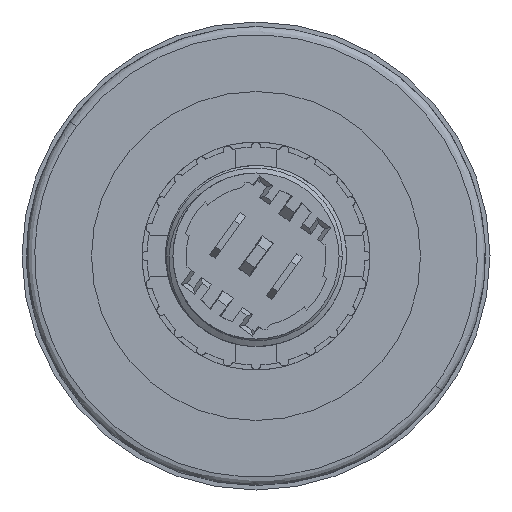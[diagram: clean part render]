
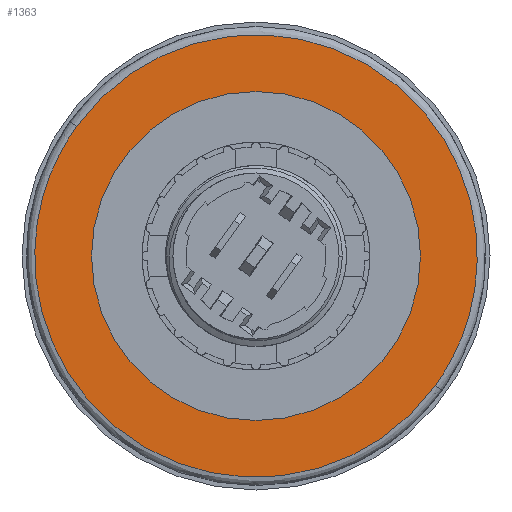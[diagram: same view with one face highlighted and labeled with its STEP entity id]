
A CAD part, front view. The second image highlights one B-rep face of the part: STEP entity #1363.
In plain terms, the highlighted planar face has unit normal (0, -1, 0).
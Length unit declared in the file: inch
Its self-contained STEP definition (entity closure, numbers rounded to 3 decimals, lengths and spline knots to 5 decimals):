
#475 = CARTESIAN_POINT ( 'NONE',  ( 0.85852, -0.71654, -0.62012 ) ) ;
#1363 = ADVANCED_FACE ( 'NONE', ( #17266, #28200 ), #37267, .T. ) ;
#2376 = AXIS2_PLACEMENT_3D ( 'NONE', #4890, #37481, #9572 ) ;
#2700 = DIRECTION ( 'NONE',  ( 0., 0., -1. ) ) ;
#3837 = DIRECTION ( 'NONE',  ( 0., 1., 0. ) ) ;
#4890 = CARTESIAN_POINT ( 'NONE',  ( -0.43685, -0.71654, -0.60479 ) ) ;
#8493 = EDGE_CURVE ( 'NONE', #32308, #52487, #14999, .T. ) ;
#9572 = DIRECTION ( 'NONE',  ( 0., 0., -1. ) ) ;
#9860 = CARTESIAN_POINT ( 'NONE',  ( -0.85852, -0.71654, 0.62012 ) ) ;
#11103 =( BOUNDED_CURVE ( )  B_SPLINE_CURVE ( 3, ( #475, #28484, #37770, #9860 ),
 .UNSPECIFIED., .F., .F. ) 
 B_SPLINE_CURVE_WITH_KNOTS ( ( 4, 4 ),
 ( 0.75, 1.25 ),
 .UNSPECIFIED. ) 
 CURVE ( )  GEOMETRIC_REPRESENTATION_ITEM ( )  RATIONAL_B_SPLINE_CURVE ( ( 1., 0.333, 0.333, 1. ) ) 
 REPRESENTATION_ITEM ( '' )  );
#14999 = CIRCLE ( 'NONE', #32837, 0.7874 ) ;
#17266 = FACE_BOUND ( 'NONE', #29444, .T. ) ;
#18078 = CARTESIAN_POINT ( 'NONE',  ( 0.38172, -0.71654, 2.33715 ) ) ;
#21952 = EDGE_LOOP ( 'NONE', ( #27322, #47116 ) ) ;
#22755 = VERTEX_POINT ( 'NONE', #55218 ) ;
#23725 = AXIS2_PLACEMENT_3D ( 'NONE', #58489, #30627, #2700 ) ;
#24295 = ORIENTED_EDGE ( 'NONE', *, *, #8493, .T. ) ;
#27322 = ORIENTED_EDGE ( 'NONE', *, *, #31169, .F. ) ;
#27460 = CARTESIAN_POINT ( 'NONE',  ( 2.09876, -0.71654, 1.09691 ) ) ;
#28200 = FACE_OUTER_BOUND ( 'NONE', #21952, .T. ) ;
#28484 = CARTESIAN_POINT ( 'NONE',  ( -0.38172, -0.71654, -2.33715 ) ) ;
#29444 = EDGE_LOOP ( 'NONE', ( #41667, #24295 ) ) ;
#30627 = DIRECTION ( 'NONE',  ( 0., 1., 0. ) ) ;
#31169 = EDGE_CURVE ( 'NONE', #22755, #58148, #40272, .T. ) ;
#31780 = CARTESIAN_POINT ( 'NONE',  ( 0., -0.71654, 0. ) ) ;
#32308 = VERTEX_POINT ( 'NONE', #34620 ) ;
#32837 = AXIS2_PLACEMENT_3D ( 'NONE', #31780, #3837, #36424 ) ;
#34620 = CARTESIAN_POINT ( 'NONE',  ( 0., -0.71654, 0.7874 ) ) ;
#36424 = DIRECTION ( 'NONE',  ( 0., 0., -1. ) ) ;
#37267 = PLANE ( 'NONE',  #2376 ) ;
#37481 = DIRECTION ( 'NONE',  ( 0., -1., 0. ) ) ;
#37770 = CARTESIAN_POINT ( 'NONE',  ( -2.09876, -0.71654, -1.09691 ) ) ;
#40272 =( BOUNDED_CURVE ( )  B_SPLINE_CURVE ( 3, ( #50526, #18078, #27460, #59937 ),
 .UNSPECIFIED., .F., .F. ) 
 B_SPLINE_CURVE_WITH_KNOTS ( ( 4, 4 ),
 ( 0.25, 0.75 ),
 .UNSPECIFIED. ) 
 CURVE ( )  GEOMETRIC_REPRESENTATION_ITEM ( )  RATIONAL_B_SPLINE_CURVE ( ( 1., 0.333, 0.333, 1. ) ) 
 REPRESENTATION_ITEM ( '' )  );
#40435 = EDGE_CURVE ( 'NONE', #52487, #32308, #47229, .T. ) ;
#40882 = EDGE_CURVE ( 'NONE', #58148, #22755, #11103, .T. ) ;
#41667 = ORIENTED_EDGE ( 'NONE', *, *, #40435, .T. ) ;
#47116 = ORIENTED_EDGE ( 'NONE', *, *, #40882, .F. ) ;
#47229 = CIRCLE ( 'NONE', #23725, 0.7874 ) ;
#50526 = CARTESIAN_POINT ( 'NONE',  ( -0.85852, -0.71654, 0.62012 ) ) ;
#52487 = VERTEX_POINT ( 'NONE', #57343 ) ;
#55218 = CARTESIAN_POINT ( 'NONE',  ( -0.85852, -0.71654, 0.62012 ) ) ;
#55388 = CARTESIAN_POINT ( 'NONE',  ( 0.85852, -0.71654, -0.62012 ) ) ;
#57343 = CARTESIAN_POINT ( 'NONE',  ( 0., -0.71654, -0.7874 ) ) ;
#58148 = VERTEX_POINT ( 'NONE', #55388 ) ;
#58489 = CARTESIAN_POINT ( 'NONE',  ( 0., -0.71654, 0. ) ) ;
#59937 = CARTESIAN_POINT ( 'NONE',  ( 0.85852, -0.71654, -0.62012 ) ) ;
